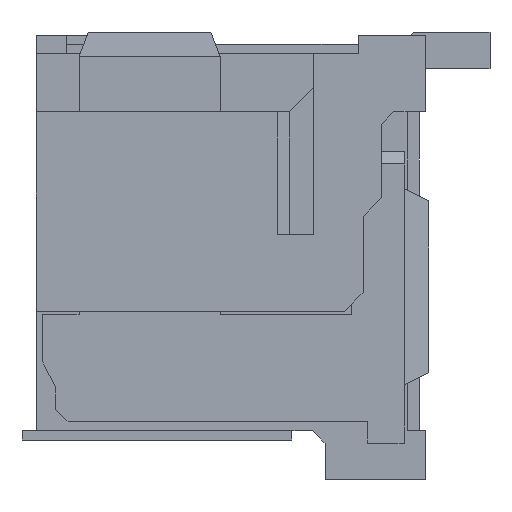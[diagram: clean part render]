
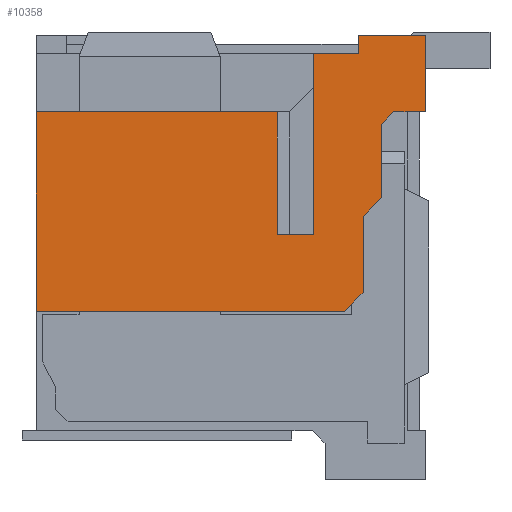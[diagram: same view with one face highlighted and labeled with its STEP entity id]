
A CAD part, left-side view. The second image highlights one B-rep face of the part: STEP entity #10358.
In plain terms, the highlighted planar face has unit normal (-1, 0, 0).
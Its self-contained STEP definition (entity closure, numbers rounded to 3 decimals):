
#1303=DIRECTION('',(0.,1.,0.));
#1304=VECTOR('',#1303,0.6);
#1305=CARTESIAN_POINT('',(-6.65,-1.93,0.82));
#1306=LINE('',#1305,#1304);
#1307=DIRECTION('',(0.,1.,0.));
#1308=VECTOR('',#1307,0.72);
#1309=CARTESIAN_POINT('',(-6.65,-2.65,3.77));
#1310=LINE('',#1309,#1308);
#1311=DIRECTION('',(0.,0.,-1.));
#1312=VECTOR('',#1311,0.3);
#1313=CARTESIAN_POINT('',(-6.65,-2.65,4.07));
#1314=LINE('',#1313,#1312);
#1315=DIRECTION('',(0.,1.,0.));
#1316=VECTOR('',#1315,1.1);
#1317=CARTESIAN_POINT('',(-6.65,-3.75,4.07));
#1318=LINE('',#1317,#1316);
#1319=DIRECTION('',(0.,0.,1.));
#1320=VECTOR('',#1319,1.25);
#1321=CARTESIAN_POINT('',(-6.65,-3.75,2.82));
#1322=LINE('',#1321,#1320);
#1323=DIRECTION('',(0.,1.,0.));
#1324=VECTOR('',#1323,0.52);
#1325=CARTESIAN_POINT('',(-6.65,-3.75,2.82));
#1326=LINE('',#1325,#1324);
#1327=DIRECTION('',(0.,0.707,-0.707));
#1328=VECTOR('',#1327,0.283);
#1329=CARTESIAN_POINT('',(-6.65,-3.23,2.82));
#1330=LINE('',#1329,#1328);
#1331=DIRECTION('',(0.,0.,-1.));
#1332=VECTOR('',#1331,1.2);
#1333=CARTESIAN_POINT('',(-6.65,-3.03,2.62));
#1334=LINE('',#1333,#1332);
#1335=DIRECTION('',(0.,0.707,-0.707));
#1336=VECTOR('',#1335,0.424);
#1337=CARTESIAN_POINT('',(-6.65,-3.03,1.42));
#1338=LINE('',#1337,#1336);
#1339=DIRECTION('',(0.,0.,-1.));
#1340=VECTOR('',#1339,1.25);
#1341=CARTESIAN_POINT('',(-6.65,-2.73,1.12));
#1342=LINE('',#1341,#1340);
#1343=DIRECTION('',(0.,0.707,-0.707));
#1344=VECTOR('',#1343,0.424);
#1345=CARTESIAN_POINT('',(-6.65,-2.73,-0.13));
#1346=LINE('',#1345,#1344);
#1347=DIRECTION('',(0.,-1.,0.));
#1348=VECTOR('',#1347,5.03);
#1349=CARTESIAN_POINT('',(-6.65,2.6,-0.43));
#1350=LINE('',#1349,#1348);
#1351=DIRECTION('',(0.,0.,-1.));
#1352=VECTOR('',#1351,3.25);
#1353=CARTESIAN_POINT('',(-6.65,2.6,2.82));
#1354=LINE('',#1353,#1352);
#1355=DIRECTION('',(0.,-1.,0.));
#1356=VECTOR('',#1355,3.93);
#1357=CARTESIAN_POINT('',(-6.65,2.6,2.82));
#1358=LINE('',#1357,#1356);
#1359=DIRECTION('',(0.,0.,1.));
#1360=VECTOR('',#1359,2.);
#1361=CARTESIAN_POINT('',(-6.65,-1.33,0.82));
#1362=LINE('',#1361,#1360);
#1363=DIRECTION('',(0.,0.,-1.));
#1364=VECTOR('',#1363,2.95);
#1365=CARTESIAN_POINT('',(-6.65,-1.93,3.77));
#1366=LINE('',#1365,#1364);
#6541=CARTESIAN_POINT('',(-6.65,-3.75,4.07));
#6542=CARTESIAN_POINT('',(-6.65,-2.65,4.07));
#6543=VERTEX_POINT('',#6541);
#6544=VERTEX_POINT('',#6542);
#6545=CARTESIAN_POINT('',(-6.65,-2.65,3.77));
#6546=VERTEX_POINT('',#6545);
#6551=CARTESIAN_POINT('',(-6.65,-3.75,2.82));
#6552=CARTESIAN_POINT('',(-6.65,-3.23,2.82));
#6553=VERTEX_POINT('',#6551);
#6554=VERTEX_POINT('',#6552);
#6555=CARTESIAN_POINT('',(-6.65,-3.03,2.62));
#6556=VERTEX_POINT('',#6555);
#6557=CARTESIAN_POINT('',(-6.65,-3.03,1.42));
#6558=VERTEX_POINT('',#6557);
#6559=CARTESIAN_POINT('',(-6.65,-2.73,1.12));
#6560=VERTEX_POINT('',#6559);
#6561=CARTESIAN_POINT('',(-6.65,-2.73,-0.13));
#6562=VERTEX_POINT('',#6561);
#6563=CARTESIAN_POINT('',(-6.65,-2.43,-0.43));
#6564=VERTEX_POINT('',#6563);
#6565=CARTESIAN_POINT('',(-6.65,2.6,-0.43));
#6566=VERTEX_POINT('',#6565);
#6575=CARTESIAN_POINT('',(-6.65,-1.93,3.77));
#6577=VERTEX_POINT('',#6575);
#6585=CARTESIAN_POINT('',(-6.65,2.6,2.82));
#6586=VERTEX_POINT('',#6585);
#7731=CARTESIAN_POINT('',(-6.65,-1.93,0.82));
#7732=CARTESIAN_POINT('',(-6.65,-1.33,0.82));
#7733=VERTEX_POINT('',#7731);
#7734=VERTEX_POINT('',#7732);
#7735=CARTESIAN_POINT('',(-6.65,-1.33,2.82));
#7736=VERTEX_POINT('',#7735);
#10327=CARTESIAN_POINT('',(-6.65,0.,0.445));
#10328=DIRECTION('',(-1.,0.,0.));
#10329=DIRECTION('',(0.,0.,1.));
#10330=AXIS2_PLACEMENT_3D('',#10327,#10328,#10329);
#10331=PLANE('',#10330);
#10332=ORIENTED_EDGE('',*,*,#8679,.F.);
#10334=ORIENTED_EDGE('',*,*,#10333,.F.);
#10336=ORIENTED_EDGE('',*,*,#10335,.F.);
#10338=ORIENTED_EDGE('',*,*,#10337,.F.);
#10340=ORIENTED_EDGE('',*,*,#10339,.F.);
#10341=ORIENTED_EDGE('',*,*,#9428,.F.);
#10343=ORIENTED_EDGE('',*,*,#10342,.T.);
#10344=ORIENTED_EDGE('',*,*,#10265,.T.);
#10345=ORIENTED_EDGE('',*,*,#10280,.T.);
#10346=ORIENTED_EDGE('',*,*,#10294,.T.);
#10347=ORIENTED_EDGE('',*,*,#10308,.T.);
#10348=ORIENTED_EDGE('',*,*,#10321,.T.);
#10349=ORIENTED_EDGE('',*,*,#10203,.F.);
#10351=ORIENTED_EDGE('',*,*,#10350,.F.);
#10353=ORIENTED_EDGE('',*,*,#10352,.T.);
#10355=ORIENTED_EDGE('',*,*,#10354,.F.);
#10356=EDGE_LOOP('',(#10332,#10334,#10336,#10338,#10340,#10341,#10343,#10344,
#10345,#10346,#10347,#10348,#10349,#10351,#10353,#10355));
#10357=FACE_OUTER_BOUND('',#10356,.F.);
#10358=ADVANCED_FACE('',(#10357),#10331,.T.);
#8679=EDGE_CURVE('',#7733,#7734,#1306,.T.);
#9428=EDGE_CURVE('',#6553,#6543,#1322,.T.);
#10203=EDGE_CURVE('',#6566,#6564,#1350,.T.);
#10265=EDGE_CURVE('',#6554,#6556,#1330,.T.);
#10280=EDGE_CURVE('',#6556,#6558,#1334,.T.);
#10294=EDGE_CURVE('',#6558,#6560,#1338,.T.);
#10308=EDGE_CURVE('',#6560,#6562,#1342,.T.);
#10321=EDGE_CURVE('',#6562,#6564,#1346,.T.);
#10333=EDGE_CURVE('',#6577,#7733,#1366,.T.);
#10335=EDGE_CURVE('',#6546,#6577,#1310,.T.);
#10337=EDGE_CURVE('',#6544,#6546,#1314,.T.);
#10339=EDGE_CURVE('',#6543,#6544,#1318,.T.);
#10342=EDGE_CURVE('',#6553,#6554,#1326,.T.);
#10350=EDGE_CURVE('',#6586,#6566,#1354,.T.);
#10352=EDGE_CURVE('',#6586,#7736,#1358,.T.);
#10354=EDGE_CURVE('',#7734,#7736,#1362,.T.);
